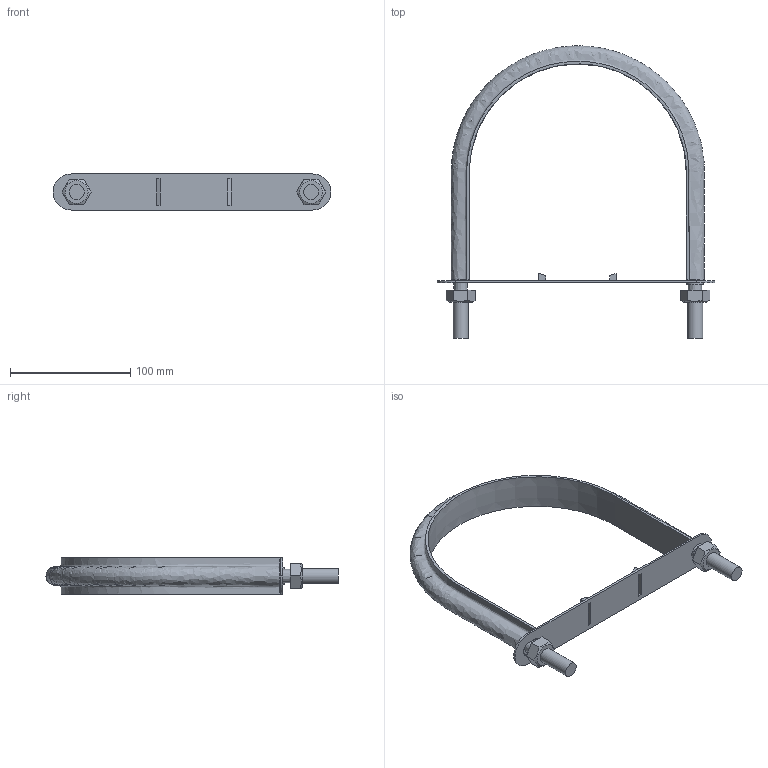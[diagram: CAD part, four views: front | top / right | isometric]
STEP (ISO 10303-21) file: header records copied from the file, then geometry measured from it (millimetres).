
FILE_DESCRIPTION( ( 'STEP AP203' ), '1' );
FILE_NAME( 'TP150.step', '2022-07-14T08:42:10', ( ' ' ), ( ' ' ), 'XStep 1.0', ' ', ' ' );
FILE_SCHEMA( ( 'CONFIG_CONTROL_DESIGN' ) );
Length unit declared in the file: millimetre
Products named in the file (5): 1; 2; 3; 4; 5
Bounding box: 231 x 243.05 x 30 mm (x, y, z)
Volume: 126437.9 mm3; surface area: 96109.7 mm2
Topology: 5 solids, 5 shells, 77 faces, 174 edges, 114 vertices
Faces by surface type: plane 53, cylinder 12, cone 6, extrusion 3, bspline 3
Full cylindrical faces by diameter (mm): 10.106 x2, 12.5 x2, 12.8 x1, 13.8 x1
Entity records: 3465 total; most frequent: CARTESIAN_POINT 1600, DIRECTION 317, ORIENTED_EDGE 312, EDGE_CURVE 156, VERTEX_POINT 112, EDGE_LOOP 110, AXIS2_PLACEMENT_3D 106, VECTOR 105
